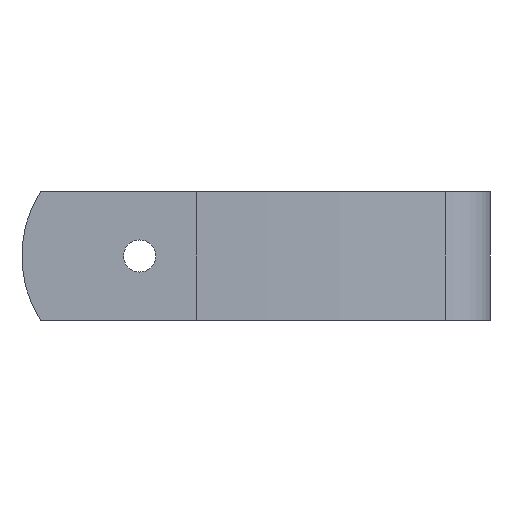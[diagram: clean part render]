
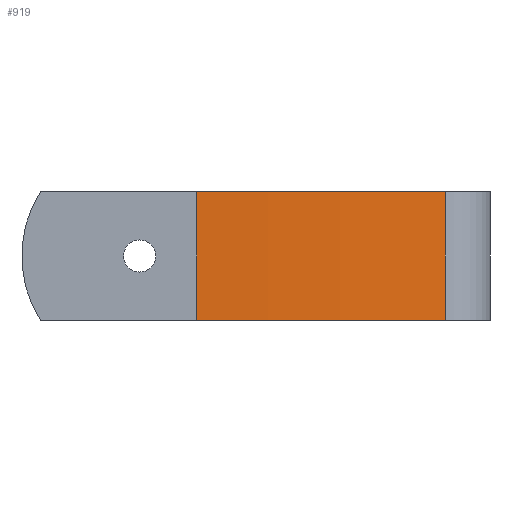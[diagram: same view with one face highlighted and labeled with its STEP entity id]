
A CAD part, left-side view. The second image highlights one B-rep face of the part: STEP entity #919.
In plain terms, the highlighted free-form (B-spline) face has degree [3, 1] with [4, 2] control points.
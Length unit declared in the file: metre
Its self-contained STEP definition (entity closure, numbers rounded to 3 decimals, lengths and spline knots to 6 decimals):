
#26=B_SPLINE_SURFACE_WITH_KNOTS('',3,1,((#1480,#1481),(#1482,#1483),(#1484,
#1485),(#1486,#1487)),.SURF_OF_LINEAR_EXTRUSION.,.F.,.F.,.F.,(4,4),(2,2),
(0.233155,1.),(0.,1.),.PIECEWISE_BEZIER_KNOTS.);
#53=LINE('',#1475,#83);
#54=LINE('',#1493,#84);
#83=VECTOR('',#1114,1.);
#84=VECTOR('',#1119,1.);
#123=B_SPLINE_CURVE_WITH_KNOTS('',3,(#1488,#1489,#1490,#1491),
 .UNSPECIFIED.,.F.,.F.,(4,4),(0.,1.),.PIECEWISE_BEZIER_KNOTS.);
#124=B_SPLINE_CURVE_WITH_KNOTS('',3,(#1495,#1496,#1497,#1498),
 .UNSPECIFIED.,.F.,.F.,(4,4),(0.,1.),.PIECEWISE_BEZIER_KNOTS.);
#239=ORIENTED_EDGE('',*,*,#514,.F.);
#240=ORIENTED_EDGE('',*,*,#517,.T.);
#241=ORIENTED_EDGE('',*,*,#518,.T.);
#242=ORIENTED_EDGE('',*,*,#519,.F.);
#514=EDGE_CURVE('',#650,#651,#53,.T.);
#517=EDGE_CURVE('',#650,#652,#123,.T.);
#518=EDGE_CURVE('',#652,#653,#54,.T.);
#519=EDGE_CURVE('',#651,#653,#124,.T.);
#650=VERTEX_POINT('',#1476);
#651=VERTEX_POINT('',#1477);
#652=VERTEX_POINT('',#1492);
#653=VERTEX_POINT('',#1494);
#773=EDGE_LOOP('',(#239,#240,#241,#242));
#839=FACE_BOUND('',#773,.T.);
#919=ADVANCED_FACE('',(#839),#26,.T.);
#1114=DIRECTION('',(0.,0.,-1.));
#1119=DIRECTION('',(0.,0.,-1.));
#1475=CARTESIAN_POINT('',(-0.01848,0.000517,0.006));
#1476=CARTESIAN_POINT('',(-0.01848,0.000517,0.006));
#1477=CARTESIAN_POINT('',(-0.01848,0.000517,-0.006));
#1480=CARTESIAN_POINT('',(-0.01848,0.000517,0.006));
#1481=CARTESIAN_POINT('',(-0.01848,0.000517,-0.006));
#1482=CARTESIAN_POINT('',(-0.019565,0.007205,0.006));
#1483=CARTESIAN_POINT('',(-0.019565,0.007205,-0.006));
#1484=CARTESIAN_POINT('',(-0.02,0.015854,0.006));
#1485=CARTESIAN_POINT('',(-0.02,0.015854,-0.006));
#1486=CARTESIAN_POINT('',(-0.02,0.023664,0.006));
#1487=CARTESIAN_POINT('',(-0.02,0.023664,-0.006));
#1488=CARTESIAN_POINT('',(-0.017303,-0.004961,0.006));
#1489=CARTESIAN_POINT('',(-0.019261,0.001868,0.006));
#1490=CARTESIAN_POINT('',(-0.02,0.013479,0.006));
#1491=CARTESIAN_POINT('',(-0.02,0.023664,0.006));
#1492=CARTESIAN_POINT('',(-0.02,0.023664,0.006));
#1493=CARTESIAN_POINT('',(-0.02,0.023664,0.006));
#1494=CARTESIAN_POINT('',(-0.02,0.023664,-0.006));
#1495=CARTESIAN_POINT('',(-0.017303,-0.004961,-0.006));
#1496=CARTESIAN_POINT('',(-0.019261,0.001868,-0.006));
#1497=CARTESIAN_POINT('',(-0.02,0.013479,-0.006));
#1498=CARTESIAN_POINT('',(-0.02,0.023664,-0.006));
